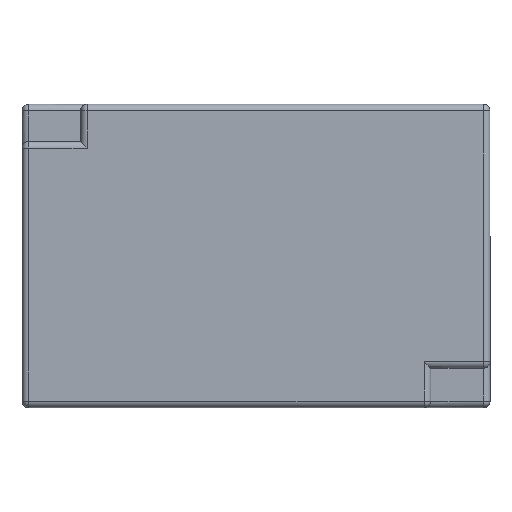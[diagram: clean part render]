
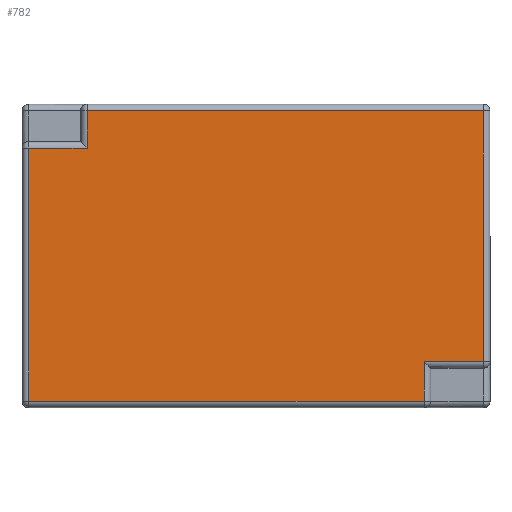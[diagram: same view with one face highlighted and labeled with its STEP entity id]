
A CAD part, top view. The second image highlights one B-rep face of the part: STEP entity #782.
In plain terms, the highlighted planar face has unit normal (0, 0, 1).
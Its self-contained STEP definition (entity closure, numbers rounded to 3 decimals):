
#369 = PLANE ( 'NONE',  #16528 ) ;
#777 = DIRECTION ( 'NONE',  ( -1., 0., 0. ) ) ;
#782 = ADVANCED_FACE ( 'NONE', ( #8734 ), #369, .T. ) ;
#1133 = EDGE_CURVE ( 'NONE', #1841, #14996, #5081, .T. ) ;
#1538 = CARTESIAN_POINT ( 'NONE',  ( 5.158, -3.441, 4.75 ) ) ;
#1646 = ORIENTED_EDGE ( 'NONE', *, *, #15790, .T. ) ;
#1805 = DIRECTION ( 'NONE',  ( 1., 0., 0. ) ) ;
#1841 = VERTEX_POINT ( 'NONE', #16853 ) ;
#2024 = DIRECTION ( 'NONE',  ( 1., 0., 0. ) ) ;
#2119 = CARTESIAN_POINT ( 'NONE',  ( 5.358, -4.45, 4.75 ) ) ;
#2139 = DIRECTION ( 'NONE',  ( 0., -1., 0. ) ) ;
#3218 = LINE ( 'NONE', #8704, #3261 ) ;
#3261 = VECTOR ( 'NONE', #16906, 1000. ) ;
#3967 = VERTEX_POINT ( 'NONE', #12550 ) ;
#5081 = LINE ( 'NONE', #16370, #13969 ) ;
#5717 = VERTEX_POINT ( 'NONE', #8330 ) ;
#5817 = LINE ( 'NONE', #1538, #8375 ) ;
#6003 = CARTESIAN_POINT ( 'NONE',  ( 5.158, -3.241, 4.75 ) ) ;
#6017 = ORIENTED_EDGE ( 'NONE', *, *, #10296, .T. ) ;
#6837 = CARTESIAN_POINT ( 'NONE',  ( -6.975, -4.65, 4.75 ) ) ;
#7060 = LINE ( 'NONE', #14110, #7188 ) ;
#7188 = VECTOR ( 'NONE', #12653, 1000. ) ;
#7522 = CARTESIAN_POINT ( 'NONE',  ( -5.177, 3.507, 4.75 ) ) ;
#7526 = CARTESIAN_POINT ( 'NONE',  ( -7.175, 3.307, 4.75 ) ) ;
#7820 = ORIENTED_EDGE ( 'NONE', *, *, #12830, .T. ) ;
#8127 = VERTEX_POINT ( 'NONE', #8531 ) ;
#8330 = CARTESIAN_POINT ( 'NONE',  ( -6.975, 3.307, 4.75 ) ) ;
#8375 = VECTOR ( 'NONE', #8648, 1000. ) ;
#8424 = ORIENTED_EDGE ( 'NONE', *, *, #10697, .T. ) ;
#8531 = CARTESIAN_POINT ( 'NONE',  ( 6.975, -3.241, 4.75 ) ) ;
#8558 = ORIENTED_EDGE ( 'NONE', *, *, #13521, .T. ) ;
#8648 = DIRECTION ( 'NONE',  ( 0., 1., 0. ) ) ;
#8704 = CARTESIAN_POINT ( 'NONE',  ( 7.175, -3.241, 4.75 ) ) ;
#8734 = FACE_OUTER_BOUND ( 'NONE', #13599, .T. ) ;
#9621 = EDGE_CURVE ( 'NONE', #16756, #5717, #17553, .T. ) ;
#10296 = EDGE_CURVE ( 'NONE', #8127, #1841, #7060, .T. ) ;
#10697 = EDGE_CURVE ( 'NONE', #5717, #17443, #16520, .T. ) ;
#10935 = DIRECTION ( 'NONE',  ( -1., 0., 0. ) ) ;
#11541 = LINE ( 'NONE', #2119, #15056 ) ;
#11632 = VECTOR ( 'NONE', #2139, 1000. ) ;
#12120 = VECTOR ( 'NONE', #777, 1000. ) ;
#12274 = EDGE_CURVE ( 'NONE', #3967, #17563, #5817, .T. ) ;
#12328 = CARTESIAN_POINT ( 'NONE',  ( -6.975, -4.45, 4.75 ) ) ;
#12435 = DIRECTION ( 'NONE',  ( 0., -1., 0. ) ) ;
#12550 = CARTESIAN_POINT ( 'NONE',  ( 5.158, -4.45, 4.75 ) ) ;
#12653 = DIRECTION ( 'NONE',  ( 0., 1., 0. ) ) ;
#12830 = EDGE_CURVE ( 'NONE', #14996, #16756, #16149, .T. ) ;
#13521 = EDGE_CURVE ( 'NONE', #17563, #8127, #3218, .T. ) ;
#13599 = EDGE_LOOP ( 'NONE', ( #7820, #17977, #8424, #1646, #17927, #8558, #6017, #14442 ) ) ;
#13969 = VECTOR ( 'NONE', #10935, 1000. ) ;
#14110 = CARTESIAN_POINT ( 'NONE',  ( 6.975, 4.65, 4.75 ) ) ;
#14227 = DIRECTION ( 'NONE',  ( 0., 0., 1. ) ) ;
#14442 = ORIENTED_EDGE ( 'NONE', *, *, #1133, .T. ) ;
#14830 = VECTOR ( 'NONE', #12435, 1000. ) ;
#14996 = VERTEX_POINT ( 'NONE', #16742 ) ;
#15056 = VECTOR ( 'NONE', #2024, 1000. ) ;
#15790 = EDGE_CURVE ( 'NONE', #17443, #3967, #11541, .T. ) ;
#16149 = LINE ( 'NONE', #7522, #11632 ) ;
#16370 = CARTESIAN_POINT ( 'NONE',  ( -5.377, 4.45, 4.75 ) ) ;
#16411 = CARTESIAN_POINT ( 'NONE',  ( -5.177, 3.307, 4.75 ) ) ;
#16520 = LINE ( 'NONE', #6837, #14830 ) ;
#16528 = AXIS2_PLACEMENT_3D ( 'NONE', #17126, #14227, #1805 ) ;
#16742 = CARTESIAN_POINT ( 'NONE',  ( -5.177, 4.45, 4.75 ) ) ;
#16756 = VERTEX_POINT ( 'NONE', #16411 ) ;
#16853 = CARTESIAN_POINT ( 'NONE',  ( 6.975, 4.45, 4.75 ) ) ;
#16906 = DIRECTION ( 'NONE',  ( 1., 0., 0. ) ) ;
#17126 = CARTESIAN_POINT ( 'NONE',  ( 0., 0., 4.75 ) ) ;
#17443 = VERTEX_POINT ( 'NONE', #12328 ) ;
#17553 = LINE ( 'NONE', #7526, #12120 ) ;
#17563 = VERTEX_POINT ( 'NONE', #6003 ) ;
#17927 = ORIENTED_EDGE ( 'NONE', *, *, #12274, .T. ) ;
#17977 = ORIENTED_EDGE ( 'NONE', *, *, #9621, .T. ) ;
